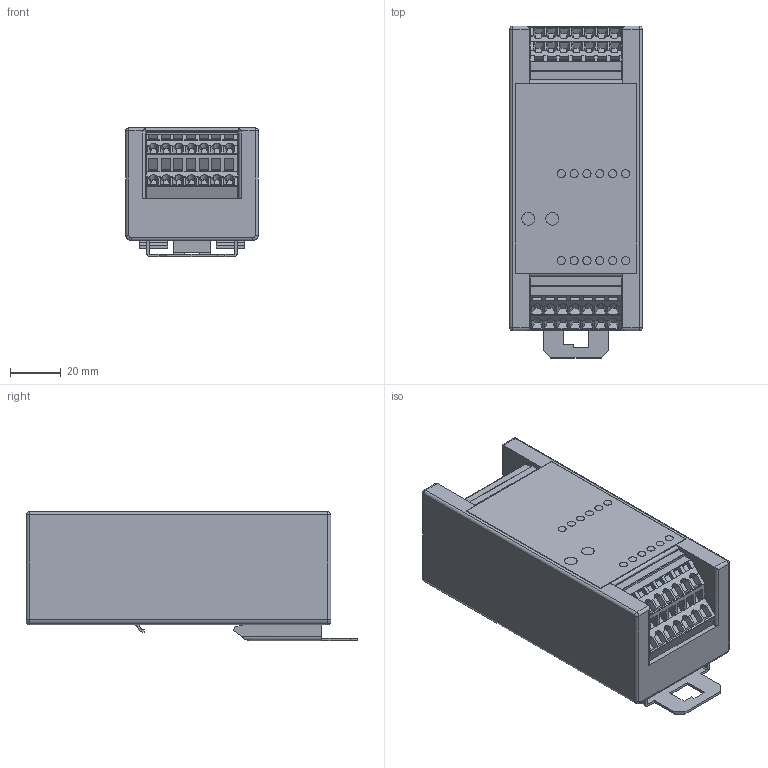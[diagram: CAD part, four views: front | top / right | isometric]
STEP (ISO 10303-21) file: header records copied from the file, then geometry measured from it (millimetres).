
FILE_DESCRIPTION(/* description */ ('Alibre Inc.'),/* implementation_level */ '2;1');
FILE_NAME(/* name */ 'export0',/* time_stamp */ '2014-11-25T10:27:17+01:00',/* author */ (''),/* organization */ (''),/* preprocessor_version */ 'ST-DEVELOPER v14',/* originating_system */ 'Alibre',/* authorisation */ '');
FILE_SCHEMA (('AUTOMOTIVE_DESIGN'));
Length unit declared in the file: centimetre
Products named in the file (10): 2; HI_736-107
Bounding box: 52.36 x 130.9 x 51.05 mm (x, y, z)
Volume: 265752.8 mm3; surface area: 51213.8 mm2
Topology: 21 solids, 21 shells, 852 faces, 2270 edges, 1482 vertices
Faces by surface type: plane 742, cylinder 72, cone 28, sphere 4, torus 4, bspline 2
Full cylindrical faces by diameter (mm): 3.2 x24, 5 x4
Entity records: 15108 total; most frequent: CARTESIAN_POINT 2946, ORIENTED_EDGE 2606, DIRECTION 2008, EDGE_CURVE 1303, VECTOR 1098, LINE 1098, VERTEX_POINT 860, AXIS2_PLACEMENT_3D 660
